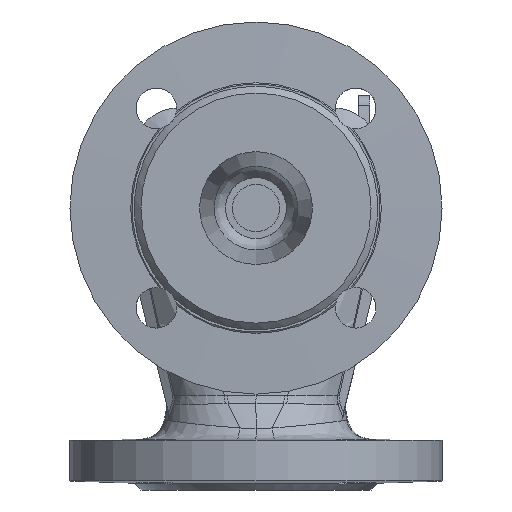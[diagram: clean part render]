
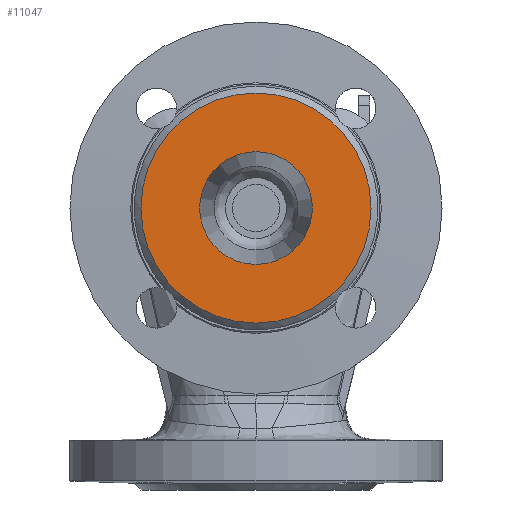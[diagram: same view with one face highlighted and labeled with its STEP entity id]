
A CAD part, front view. The second image highlights one B-rep face of the part: STEP entity #11047.
In plain terms, the highlighted planar face has unit normal (0, -1, 0).
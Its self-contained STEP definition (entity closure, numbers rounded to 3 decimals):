
#176=FACE_BOUND('',#1693,.T.);
#304=PLANE('',#11925);
#979=FACE_OUTER_BOUND('',#1692,.T.);
#1692=EDGE_LOOP('',(#8188));
#1693=EDGE_LOOP('',(#8189));
#3981=CIRCLE('',#11922,51.);
#3982=CIRCLE('',#11926,25.);
#4750=VERTEX_POINT('',#31796);
#4751=VERTEX_POINT('',#31822);
#6012=EDGE_CURVE('',#4750,#4750,#3981,.T.);
#6018=EDGE_CURVE('',#4751,#4751,#3982,.T.);
#8188=ORIENTED_EDGE('',*,*,#6012,.F.);
#8189=ORIENTED_EDGE('',*,*,#6018,.F.);
#11047=ADVANCED_FACE('',(#979,#176),#304,.T.);
#11922=AXIS2_PLACEMENT_3D('',#31798,#13341,#13342);
#11925=AXIS2_PLACEMENT_3D('',#31821,#13349,#13350);
#11926=AXIS2_PLACEMENT_3D('',#31823,#13351,#13352);
#13341=DIRECTION('center_axis',(0.,1.,0.));
#13342=DIRECTION('ref_axis',(0.,0.,-1.));
#13349=DIRECTION('center_axis',(0.,-1.,0.));
#13350=DIRECTION('ref_axis',(0.,0.,1.));
#13351=DIRECTION('center_axis',(0.,-1.,0.));
#13352=DIRECTION('ref_axis',(0.,0.,-1.));
#31796=CARTESIAN_POINT('',(0.,-125.,51.));
#31798=CARTESIAN_POINT('Origin',(0.,-125.,0.));
#31821=CARTESIAN_POINT('Origin',(0.,-125.,0.));
#31822=CARTESIAN_POINT('',(0.,-125.,-25.));
#31823=CARTESIAN_POINT('Origin',(0.,-125.,0.));
